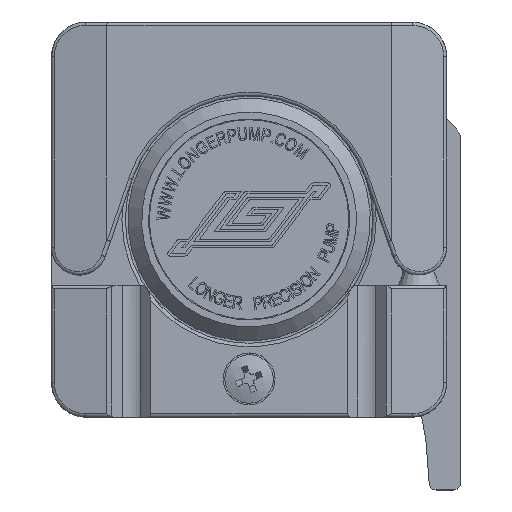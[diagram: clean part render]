
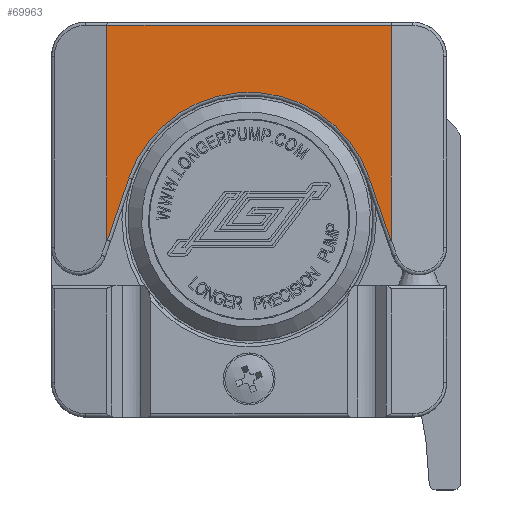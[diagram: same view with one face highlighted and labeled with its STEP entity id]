
A CAD part, top view. The second image highlights one B-rep face of the part: STEP entity #69963.
In plain terms, the highlighted planar face has unit normal (0, 0, 1).
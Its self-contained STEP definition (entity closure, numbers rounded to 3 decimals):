
#251 = AXIS2_PLACEMENT_3D ( 'NONE', #44129, #29716, #61152 ) ;
#598 = CARTESIAN_POINT ( 'NONE',  ( 20.5, -2.939, 21.5 ) ) ;
#627 = DIRECTION ( 'NONE',  ( 0., 0., 1. ) ) ;
#1421 = VERTEX_POINT ( 'NONE', #74573 ) ;
#4843 = LINE ( 'NONE', #59940, #48884 ) ;
#6705 = ORIENTED_EDGE ( 'NONE', *, *, #30235, .T. ) ;
#7897 = ORIENTED_EDGE ( 'NONE', *, *, #8741, .T. ) ;
#7927 = DIRECTION ( 'NONE',  ( -1., 0., 0. ) ) ;
#8008 = CARTESIAN_POINT ( 'NONE',  ( 20.5, -4., 21.5 ) ) ;
#8741 = EDGE_CURVE ( 'NONE', #25422, #52501, #4843, .T. ) ;
#9385 = ORIENTED_EDGE ( 'NONE', *, *, #74875, .T. ) ;
#11509 = EDGE_CURVE ( 'NONE', #30413, #25422, #63448, .T. ) ;
#13756 = CARTESIAN_POINT ( 'NONE',  ( -24.5, -4., 21.5 ) ) ;
#15481 = CARTESIAN_POINT ( 'NONE',  ( -20.5, -2.84, 21.5 ) ) ;
#17280 = VECTOR ( 'NONE', #38649, 1000. ) ;
#19938 = CARTESIAN_POINT ( 'NONE',  ( -20.5, -4., 21.5 ) ) ;
#20332 = CARTESIAN_POINT ( 'NONE',  ( 20.484, -2.994, 21.5 ) ) ;
#21092 = EDGE_CURVE ( 'NONE', #74655, #33201, #40735, .T. ) ;
#21659 = LINE ( 'NONE', #67505, #17280 ) ;
#25422 = VERTEX_POINT ( 'NONE', #46351 ) ;
#25567 = DIRECTION ( 'NONE',  ( 1., 0., 0. ) ) ;
#26005 = CARTESIAN_POINT ( 'NONE',  ( 17.344, 5.993, 21.5 ) ) ;
#29455 = FACE_OUTER_BOUND ( 'NONE', #38203, .T. ) ;
#29716 = DIRECTION ( 'NONE',  ( 0., 0., -1. ) ) ;
#30235 = EDGE_CURVE ( 'NONE', #1421, #80460, #60075, .T. ) ;
#30413 = VERTEX_POINT ( 'NONE', #62757 ) ;
#32094 = VERTEX_POINT ( 'NONE', #26005 ) ;
#33201 = VERTEX_POINT ( 'NONE', #47989 ) ;
#33465 = AXIS2_PLACEMENT_3D ( 'NONE', #13756, #627, #25567 ) ;
#34316 = ORIENTED_EDGE ( 'NONE', *, *, #76078, .F. ) ;
#34740 = ORIENTED_EDGE ( 'NONE', *, *, #76669, .F. ) ;
#38203 = EDGE_LOOP ( 'NONE', ( #34316, #54223, #34740, #74675, #7897, #60410, #9385, #6705 ) ) ;
#38649 = DIRECTION ( 'NONE',  ( 0.327, -0.945, 0. ) ) ;
#39460 = EDGE_CURVE ( 'NONE', #52501, #32094, #79510, .T. ) ;
#40305 = VECTOR ( 'NONE', #7927, 1000. ) ;
#40735 = LINE ( 'NONE', #78736, #40305 ) ;
#43410 = LINE ( 'NONE', #8008, #55094 ) ;
#44129 = CARTESIAN_POINT ( 'NONE',  ( 0., 0., 21.5 ) ) ;
#46351 = CARTESIAN_POINT ( 'NONE',  ( -20.453, -3.005, 21.5 ) ) ;
#47848 = CARTESIAN_POINT ( 'NONE',  ( 20.5, -2.84, 21.5 ) ) ;
#47989 = CARTESIAN_POINT ( 'NONE',  ( -20.5, 28., 21.5 ) ) ;
#48884 = VECTOR ( 'NONE', #49423, 1000. ) ;
#49423 = DIRECTION ( 'NONE',  ( 0.327, 0.945, 0. ) ) ;
#50799 = CARTESIAN_POINT ( 'NONE',  ( -20.453, -3.005, 21.5 ) ) ;
#52501 = VERTEX_POINT ( 'NONE', #56119 ) ;
#53036 = PLANE ( 'NONE',  #33465 ) ;
#53865 = DIRECTION ( 'NONE',  ( 0., -1., 0. ) ) ;
#54223 = ORIENTED_EDGE ( 'NONE', *, *, #21092, .T. ) ;
#55094 = VECTOR ( 'NONE', #53865, 1000. ) ;
#56119 = CARTESIAN_POINT ( 'NONE',  ( -17.344, 5.993, 21.5 ) ) ;
#56898 = VECTOR ( 'NONE', #68431, 1000. ) ;
#56974 = CARTESIAN_POINT ( 'NONE',  ( 20.453, -3.005, 21.5 ) ) ;
#59940 = CARTESIAN_POINT ( 'NONE',  ( -17.344, 5.993, 21.5 ) ) ;
#60075 =( BOUNDED_CURVE ( )  B_SPLINE_CURVE ( 3, ( #56974, #20332, #598, #47848 ),
 .UNSPECIFIED., .F., .F. ) 
 B_SPLINE_CURVE_WITH_KNOTS ( ( 4, 4 ),
 ( 3.142, 3.339 ),
 .UNSPECIFIED. ) 
 CURVE ( )  GEOMETRIC_REPRESENTATION_ITEM ( )  RATIONAL_B_SPLINE_CURVE ( ( 1., 0.997, 0.997, 1. ) ) 
 REPRESENTATION_ITEM ( '' )  );
#60410 = ORIENTED_EDGE ( 'NONE', *, *, #39460, .T. ) ;
#61152 = DIRECTION ( 'NONE',  ( 1., 0., 0. ) ) ;
#61863 = LINE ( 'NONE', #19938, #56898 ) ;
#62757 = CARTESIAN_POINT ( 'NONE',  ( -20.5, -2.84, 21.5 ) ) ;
#63448 =( BOUNDED_CURVE ( )  B_SPLINE_CURVE ( 3, ( #15481, #74387, #63877, #50799 ),
 .UNSPECIFIED., .F., .F. ) 
 B_SPLINE_CURVE_WITH_KNOTS ( ( 4, 4 ),
 ( 6.085, 6.283 ),
 .UNSPECIFIED. ) 
 CURVE ( )  GEOMETRIC_REPRESENTATION_ITEM ( )  RATIONAL_B_SPLINE_CURVE ( ( 1., 0.997, 0.997, 1. ) ) 
 REPRESENTATION_ITEM ( '' )  );
#63877 = CARTESIAN_POINT ( 'NONE',  ( -20.484, -2.994, 21.5 ) ) ;
#67505 = CARTESIAN_POINT ( 'NONE',  ( 20.973, -4.508, 21.5 ) ) ;
#68431 = DIRECTION ( 'NONE',  ( 0., 1., 0. ) ) ;
#69963 = ADVANCED_FACE ( 'NONE', ( #29455 ), #53036, .T. ) ;
#70587 = CARTESIAN_POINT ( 'NONE',  ( 20.5, 28., 21.5 ) ) ;
#74387 = CARTESIAN_POINT ( 'NONE',  ( -20.5, -2.939, 21.5 ) ) ;
#74573 = CARTESIAN_POINT ( 'NONE',  ( 20.453, -3.005, 21.5 ) ) ;
#74655 = VERTEX_POINT ( 'NONE', #70587 ) ;
#74675 = ORIENTED_EDGE ( 'NONE', *, *, #11509, .T. ) ;
#74875 = EDGE_CURVE ( 'NONE', #32094, #1421, #21659, .T. ) ;
#76078 = EDGE_CURVE ( 'NONE', #74655, #80460, #43410, .T. ) ;
#76669 = EDGE_CURVE ( 'NONE', #30413, #33201, #61863, .T. ) ;
#78736 = CARTESIAN_POINT ( 'NONE',  ( -20.5, 28., 21.5 ) ) ;
#78844 = CARTESIAN_POINT ( 'NONE',  ( 20.5, -2.84, 21.5 ) ) ;
#79510 = CIRCLE ( 'NONE', #251, 18.35 ) ;
#80460 = VERTEX_POINT ( 'NONE', #78844 ) ;
